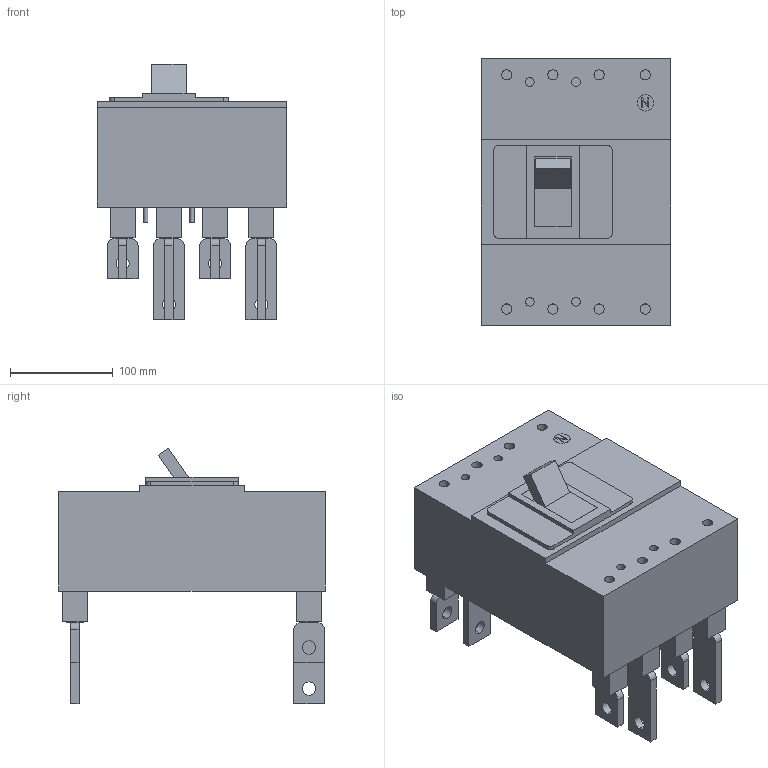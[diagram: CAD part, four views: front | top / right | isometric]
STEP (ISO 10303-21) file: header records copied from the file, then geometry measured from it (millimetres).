
FILE_DESCRIPTION(('CoCreate Modeling STEP Export'),'2;1');
FILE_NAME('Ｓ４００ＮＦ４Ｒ.stp','2014-03-31T 8:08:36',(''),(''),'CoCreate Modeling STEP processor for AP214 (Solid Model)','CoCreate Modeling 17.0 01-Apr-2010 (C) Parametric Technology GmbH','');
FILE_SCHEMA(('AUTOMOTIVE_DESIGN { 1 0 10303 214 1 1 1 1 }'));
Length unit declared in the file: millimetre
Products named in the file (3): P2.1; P1; Ｓ４００ＮＦ４Ｒ
Assembly tree (5 placements, depth 2):
  Ｓ４００ＮＦ４Ｒ
    P2.1  x4
    P1
Bounding box: 185 x 260 x 249.28 mm (x, y, z)
Volume: 5033787.1 mm3; surface area: 288357.6 mm2
Topology: 5 solids, 5 shells, 283 faces, 680 edges, 444 vertices
Faces by surface type: plane 197, cylinder 86
Entity records: 8025 total; most frequent: ORIENTED_EDGE 1288, CARTESIAN_POINT 1220, DIRECTION 1126, EDGE_CURVE 644, VECTOR 474, LINE 474, VERTEX_POINT 420, AXIS2_PLACEMENT_3D 326
